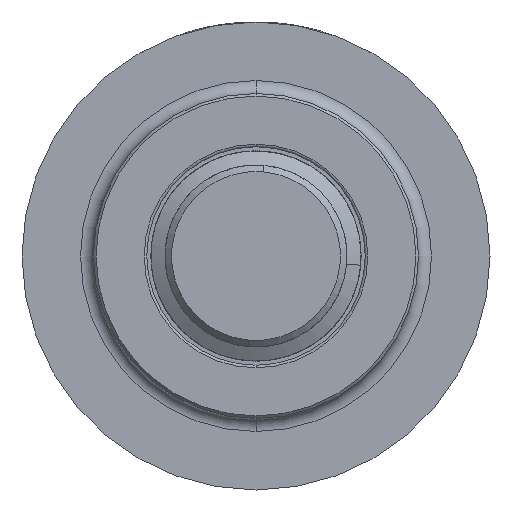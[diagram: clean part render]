
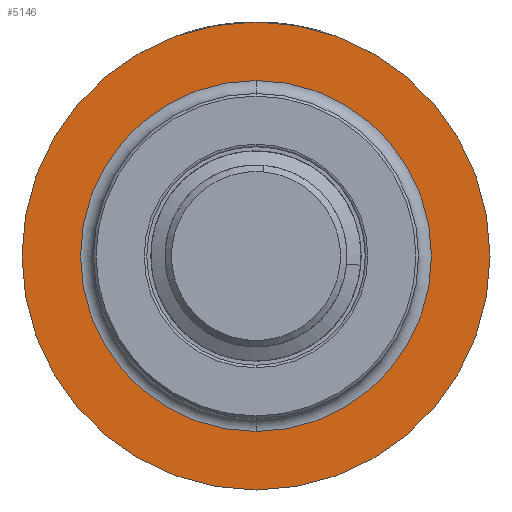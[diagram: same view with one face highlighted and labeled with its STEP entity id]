
A CAD part, front view. The second image highlights one B-rep face of the part: STEP entity #5146.
In plain terms, the highlighted planar face has unit normal (0, -1, 0).
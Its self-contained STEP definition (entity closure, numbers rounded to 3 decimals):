
#136 = CIRCLE ( 'NONE', #3317, 18. ) ;
#483 = FACE_BOUND ( 'NONE', #7689, .T. ) ;
#1448 = EDGE_CURVE ( 'NONE', #7644, #6595, #3319, .T. ) ;
#1534 = PLANE ( 'NONE',  #7960 ) ;
#1898 = CIRCLE ( 'NONE', #4038, 18. ) ;
#2721 = EDGE_CURVE ( 'NONE', #5957, #4118, #1898, .T. ) ;
#2834 = AXIS2_PLACEMENT_3D ( 'NONE', #5181, #5155, #7647 ) ;
#3160 = DIRECTION ( 'NONE',  ( 0., -1., 0. ) ) ;
#3181 = ORIENTED_EDGE ( 'NONE', *, *, #1448, .F. ) ;
#3249 = ORIENTED_EDGE ( 'NONE', *, *, #2721, .T. ) ;
#3317 = AXIS2_PLACEMENT_3D ( 'NONE', #6937, #7575, #3780 ) ;
#3319 = CIRCLE ( 'NONE', #4072, 13.5 ) ;
#3780 = DIRECTION ( 'NONE',  ( 0., 0., -1. ) ) ;
#4038 = AXIS2_PLACEMENT_3D ( 'NONE', #6923, #3160, #7557 ) ;
#4044 = DIRECTION ( 'NONE',  ( 0., -1., 0. ) ) ;
#4072 = AXIS2_PLACEMENT_3D ( 'NONE', #4220, #5370, #6074 ) ;
#4118 = VERTEX_POINT ( 'NONE', #7526 ) ;
#4220 = CARTESIAN_POINT ( 'NONE',  ( 0., 4.42, 0. ) ) ;
#4323 = CIRCLE ( 'NONE', #2834, 13.5 ) ;
#4329 = EDGE_CURVE ( 'NONE', #4118, #5957, #136, .T. ) ;
#4911 = CARTESIAN_POINT ( 'NONE',  ( 0., 4.42, 13.5 ) ) ;
#5146 = ADVANCED_FACE ( 'NONE', ( #6309, #483 ), #1534, .T. ) ;
#5155 = DIRECTION ( 'NONE',  ( 0., -1., 0. ) ) ;
#5181 = CARTESIAN_POINT ( 'NONE',  ( 0., 4.42, 0. ) ) ;
#5257 = CARTESIAN_POINT ( 'NONE',  ( 13.5, 4.42, 0. ) ) ;
#5370 = DIRECTION ( 'NONE',  ( 0., -1., 0. ) ) ;
#5563 = EDGE_LOOP ( 'NONE', ( #3249, #5784 ) ) ;
#5784 = ORIENTED_EDGE ( 'NONE', *, *, #4329, .T. ) ;
#5903 = DIRECTION ( 'NONE',  ( 0., 0., -1. ) ) ;
#5957 = VERTEX_POINT ( 'NONE', #6947 ) ;
#6074 = DIRECTION ( 'NONE',  ( 0., 0., -1. ) ) ;
#6309 = FACE_OUTER_BOUND ( 'NONE', #5563, .T. ) ;
#6595 = VERTEX_POINT ( 'NONE', #4911 ) ;
#6810 = EDGE_CURVE ( 'NONE', #6595, #7644, #4323, .T. ) ;
#6923 = CARTESIAN_POINT ( 'NONE',  ( 0., 4.42, 0. ) ) ;
#6937 = CARTESIAN_POINT ( 'NONE',  ( 0., 4.42, 0. ) ) ;
#6947 = CARTESIAN_POINT ( 'NONE',  ( 0., 4.42, -18. ) ) ;
#7526 = CARTESIAN_POINT ( 'NONE',  ( 0., 4.42, 18. ) ) ;
#7557 = DIRECTION ( 'NONE',  ( 0., 0., -1. ) ) ;
#7575 = DIRECTION ( 'NONE',  ( 0., -1., 0. ) ) ;
#7644 = VERTEX_POINT ( 'NONE', #7810 ) ;
#7647 = DIRECTION ( 'NONE',  ( 0., 0., -1. ) ) ;
#7689 = EDGE_LOOP ( 'NONE', ( #3181, #7818 ) ) ;
#7810 = CARTESIAN_POINT ( 'NONE',  ( 0., 4.42, -13.5 ) ) ;
#7818 = ORIENTED_EDGE ( 'NONE', *, *, #6810, .F. ) ;
#7960 = AXIS2_PLACEMENT_3D ( 'NONE', #5257, #4044, #5903 ) ;
